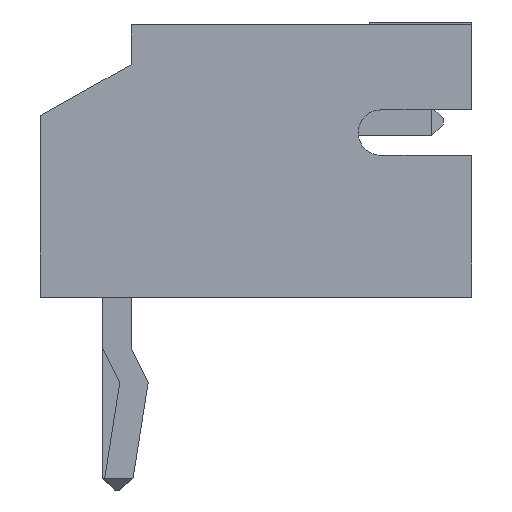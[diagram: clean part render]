
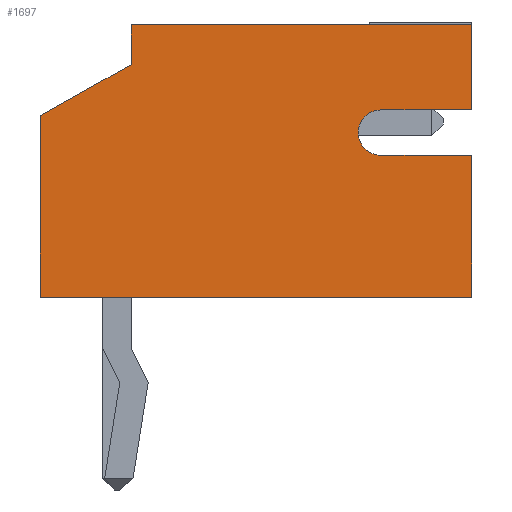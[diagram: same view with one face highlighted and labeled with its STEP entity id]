
A CAD part, left-side view. The second image highlights one B-rep face of the part: STEP entity #1697.
In plain terms, the highlighted planar face has unit normal (-1, 0, 0).
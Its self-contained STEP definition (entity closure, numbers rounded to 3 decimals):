
#850 = VERTEX_POINT('',#851);
#851 = CARTESIAN_POINT('',(-1.95,-6.25,4.8));
#857 = EDGE_CURVE('',#850,#858,#860,.T.);
#858 = VERTEX_POINT('',#859);
#859 = CARTESIAN_POINT('',(-1.95,-6.25,3.3));
#860 = LINE('',#861,#862);
#861 = CARTESIAN_POINT('',(-1.95,-6.25,4.8));
#862 = VECTOR('',#863,1.);
#863 = DIRECTION('',(0.,0.,-1.));
#1650 = EDGE_CURVE('',#1651,#850,#1653,.T.);
#1651 = VERTEX_POINT('',#1652);
#1652 = CARTESIAN_POINT('',(-1.95,-0.25,4.8));
#1653 = LINE('',#1654,#1655);
#1654 = CARTESIAN_POINT('',(-1.95,-0.25,4.8));
#1655 = VECTOR('',#1656,1.);
#1656 = DIRECTION('',(0.,-1.,0.));
#1697 = ADVANCED_FACE('',(#1698),#1773,.T.);
#1698 = FACE_BOUND('',#1699,.T.);
#1699 = EDGE_LOOP('',(#1700,#1708,#1716,#1724,#1732,#1740,#1748,#1756,
#1765,#1771,#1772));
#1700 = ORIENTED_EDGE('',*,*,#1701,.T.);
#1701 = EDGE_CURVE('',#1651,#1702,#1704,.T.);
#1702 = VERTEX_POINT('',#1703);
#1703 = CARTESIAN_POINT('',(-1.95,-0.25,4.1));
#1704 = LINE('',#1705,#1706);
#1705 = CARTESIAN_POINT('',(-1.95,-0.25,4.8));
#1706 = VECTOR('',#1707,1.);
#1707 = DIRECTION('',(0.,0.,-1.));
#1708 = ORIENTED_EDGE('',*,*,#1709,.T.);
#1709 = EDGE_CURVE('',#1702,#1710,#1712,.T.);
#1710 = VERTEX_POINT('',#1711);
#1711 = CARTESIAN_POINT('',(-1.95,1.35,3.2));
#1712 = LINE('',#1713,#1714);
#1713 = CARTESIAN_POINT('',(-1.95,-0.25,4.1));
#1714 = VECTOR('',#1715,1.);
#1715 = DIRECTION('',(0.,0.872,-0.49)
);
#1716 = ORIENTED_EDGE('',*,*,#1717,.T.);
#1717 = EDGE_CURVE('',#1710,#1718,#1720,.T.);
#1718 = VERTEX_POINT('',#1719);
#1719 = CARTESIAN_POINT('',(-1.95,1.35,0.));
#1720 = LINE('',#1721,#1722);
#1721 = CARTESIAN_POINT('',(-1.95,1.35,3.2));
#1722 = VECTOR('',#1723,1.);
#1723 = DIRECTION('',(-0.,0.,-1.));
#1724 = ORIENTED_EDGE('',*,*,#1725,.T.);
#1725 = EDGE_CURVE('',#1718,#1726,#1728,.T.);
#1726 = VERTEX_POINT('',#1727);
#1727 = CARTESIAN_POINT('',(-1.95,-6.25,0.));
#1728 = LINE('',#1729,#1730);
#1729 = CARTESIAN_POINT('',(-1.95,1.35,0.));
#1730 = VECTOR('',#1731,1.);
#1731 = DIRECTION('',(0.,-1.,0.));
#1732 = ORIENTED_EDGE('',*,*,#1733,.T.);
#1733 = EDGE_CURVE('',#1726,#1734,#1736,.T.);
#1734 = VERTEX_POINT('',#1735);
#1735 = CARTESIAN_POINT('',(-1.95,-6.25,0.3));
#1736 = LINE('',#1737,#1738);
#1737 = CARTESIAN_POINT('',(-1.95,-6.25,0.));
#1738 = VECTOR('',#1739,1.);
#1739 = DIRECTION('',(0.,0.,1.));
#1740 = ORIENTED_EDGE('',*,*,#1741,.F.);
#1741 = EDGE_CURVE('',#1742,#1734,#1744,.T.);
#1742 = VERTEX_POINT('',#1743);
#1743 = CARTESIAN_POINT('',(-1.95,-6.25,2.5));
#1744 = LINE('',#1745,#1746);
#1745 = CARTESIAN_POINT('',(-1.95,-6.25,4.8));
#1746 = VECTOR('',#1747,1.);
#1747 = DIRECTION('',(0.,0.,-1.));
#1748 = ORIENTED_EDGE('',*,*,#1749,.F.);
#1749 = EDGE_CURVE('',#1750,#1742,#1752,.T.);
#1750 = VERTEX_POINT('',#1751);
#1751 = CARTESIAN_POINT('',(-1.95,-4.65,2.5));
#1752 = LINE('',#1753,#1754);
#1753 = CARTESIAN_POINT('',(-1.95,-2.45,2.5));
#1754 = VECTOR('',#1755,1.);
#1755 = DIRECTION('',(0.,-1.,0.));
#1756 = ORIENTED_EDGE('',*,*,#1757,.T.);
#1757 = EDGE_CURVE('',#1750,#1758,#1760,.T.);
#1758 = VERTEX_POINT('',#1759);
#1759 = CARTESIAN_POINT('',(-1.95,-4.65,3.3));
#1760 = CIRCLE('',#1761,0.4);
#1761 = AXIS2_PLACEMENT_3D('',#1762,#1763,#1764);
#1762 = CARTESIAN_POINT('',(-1.95,-4.65,2.9));
#1763 = DIRECTION('',(1.,0.,0.));
#1764 = DIRECTION('',(0.,0.,1.));
#1765 = ORIENTED_EDGE('',*,*,#1766,.F.);
#1766 = EDGE_CURVE('',#858,#1758,#1767,.T.);
#1767 = LINE('',#1768,#1769);
#1768 = CARTESIAN_POINT('',(-1.95,-3.25,3.3));
#1769 = VECTOR('',#1770,1.);
#1770 = DIRECTION('',(0.,1.,0.));
#1771 = ORIENTED_EDGE('',*,*,#857,.F.);
#1772 = ORIENTED_EDGE('',*,*,#1650,.F.);
#1773 = PLANE('',#1774);
#1774 = AXIS2_PLACEMENT_3D('',#1775,#1776,#1777);
#1775 = CARTESIAN_POINT('',(-1.95,-0.25,4.8));
#1776 = DIRECTION('',(-1.,0.,0.));
#1777 = DIRECTION('',(0.,0.,1.));
